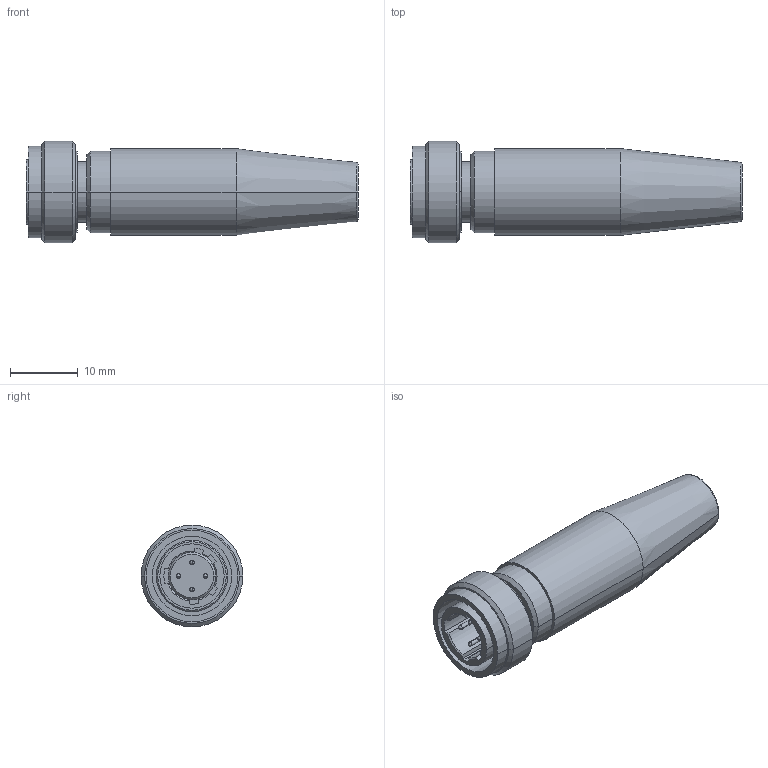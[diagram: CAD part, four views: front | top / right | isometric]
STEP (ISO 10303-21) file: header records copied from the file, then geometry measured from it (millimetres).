
FILE_DESCRIPTION(('CoCreate Modeling STEP Export'),'2;1');
FILE_NAME('SR30-10PM-4P.stp','2009-08-28T 8:56:29',(''),(''),'CoCreate Modeling STEP processor for AP214 (Solid Model)','CoCreate Modeling 16.00B 02-Dec-2008 (C) Parametric Technology GmbH','');
FILE_SCHEMA(('AUTOMOTIVE_DESIGN { 1 0 10303 214 1 1 1 1 }'));
Length unit declared in the file: millimetre
Products named in the file (1): SR30-10PM-4P
Bounding box: 49 x 15 x 15 mm (x, y, z)
Volume: 5272.8 mm3; surface area: 2958.3 mm2
Topology: 1 solids, 1 shells, 101 faces, 236 edges, 143 vertices
Faces by surface type: cylinder 46, plane 27, cone 18, sphere 8, torus 2
Entity records: 2452 total; most frequent: CARTESIAN_POINT 487, ORIENTED_EDGE 456, DIRECTION 334, EDGE_CURVE 228, VERTEX_POINT 143, AXIS2_PLACEMENT_3D 120, EDGE_LOOP 115, FACE_OUTER_BOUND 101
